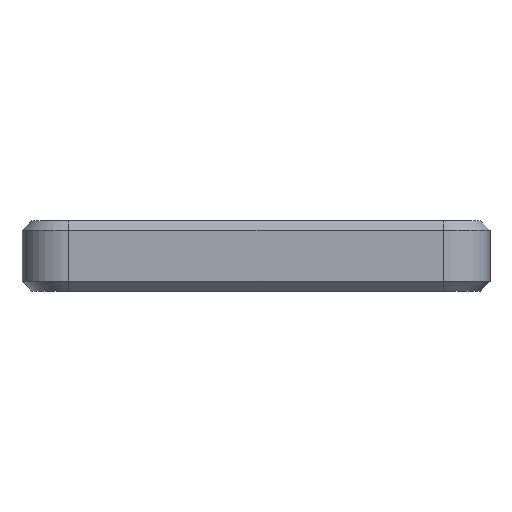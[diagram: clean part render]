
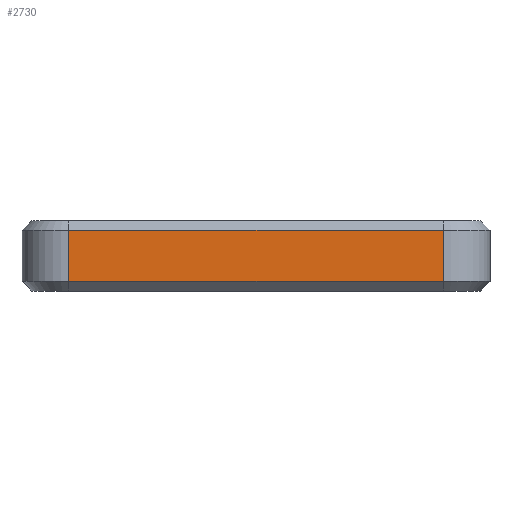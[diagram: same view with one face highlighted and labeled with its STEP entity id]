
A CAD part, left-side view. The second image highlights one B-rep face of the part: STEP entity #2730.
In plain terms, the highlighted planar face has unit normal (-1, 0, 0).
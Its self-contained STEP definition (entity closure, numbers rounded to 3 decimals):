
#10 = VECTOR ( 'NONE', #1468, 1000. ) ;
#15 = AXIS2_PLACEMENT_3D ( 'NONE', #330, #2269, #787 ) ;
#87 = CARTESIAN_POINT ( 'NONE',  ( -2., 43., 1.05 ) ) ;
#171 = VECTOR ( 'NONE', #2152, 1000. ) ;
#172 = ORIENTED_EDGE ( 'NONE', *, *, #818, .T. ) ;
#244 = VERTEX_POINT ( 'NONE', #2832 ) ;
#330 = CARTESIAN_POINT ( 'NONE',  ( -2., 43., 7.5 ) ) ;
#537 = EDGE_CURVE ( 'NONE', #244, #2855, #1228, .T. ) ;
#660 = LINE ( 'NONE', #674, #171 ) ;
#674 = CARTESIAN_POINT ( 'NONE',  ( -2., 43., 6.5 ) ) ;
#787 = DIRECTION ( 'NONE',  ( 0., 1., 0. ) ) ;
#818 = EDGE_CURVE ( 'NONE', #1909, #2855, #2409, .T. ) ;
#988 = VECTOR ( 'NONE', #1918, 1000. ) ;
#1066 = FACE_OUTER_BOUND ( 'NONE', #1551, .T. ) ;
#1158 = ORIENTED_EDGE ( 'NONE', *, *, #537, .F. ) ;
#1200 = CARTESIAN_POINT ( 'NONE',  ( -2., 3., 7.5 ) ) ;
#1228 = LINE ( 'NONE', #1200, #2913 ) ;
#1229 = CARTESIAN_POINT ( 'NONE',  ( -2., 43., 7.5 ) ) ;
#1368 = CARTESIAN_POINT ( 'NONE',  ( -2., 43., 6.5 ) ) ;
#1468 = DIRECTION ( 'NONE',  ( 0., 0., -1. ) ) ;
#1551 = EDGE_LOOP ( 'NONE', ( #1158, #3143, #2042, #172 ) ) ;
#1633 = EDGE_CURVE ( 'NONE', #244, #2386, #660, .T. ) ;
#1797 = EDGE_CURVE ( 'NONE', #2386, #1909, #2701, .T. ) ;
#1909 = VERTEX_POINT ( 'NONE', #87 ) ;
#1918 = DIRECTION ( 'NONE',  ( 0., -1., 0. ) ) ;
#2042 = ORIENTED_EDGE ( 'NONE', *, *, #1797, .T. ) ;
#2152 = DIRECTION ( 'NONE',  ( 0., 1., 0. ) ) ;
#2269 = DIRECTION ( 'NONE',  ( 1., 0., 0. ) ) ;
#2372 = CARTESIAN_POINT ( 'NONE',  ( -2., 3., 1.05 ) ) ;
#2386 = VERTEX_POINT ( 'NONE', #1368 ) ;
#2409 = LINE ( 'NONE', #2622, #988 ) ;
#2562 = PLANE ( 'NONE',  #15 ) ;
#2622 = CARTESIAN_POINT ( 'NONE',  ( -2., 43., 1.05 ) ) ;
#2701 = LINE ( 'NONE', #1229, #10 ) ;
#2730 = ADVANCED_FACE ( 'NONE', ( #1066 ), #2562, .F. ) ;
#2832 = CARTESIAN_POINT ( 'NONE',  ( -2., 3., 6.5 ) ) ;
#2855 = VERTEX_POINT ( 'NONE', #2372 ) ;
#2913 = VECTOR ( 'NONE', #3184, 1000. ) ;
#3143 = ORIENTED_EDGE ( 'NONE', *, *, #1633, .T. ) ;
#3184 = DIRECTION ( 'NONE',  ( 0., 0., -1. ) ) ;
